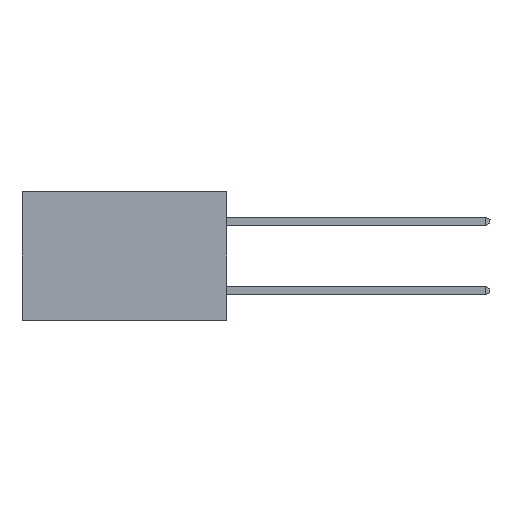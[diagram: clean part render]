
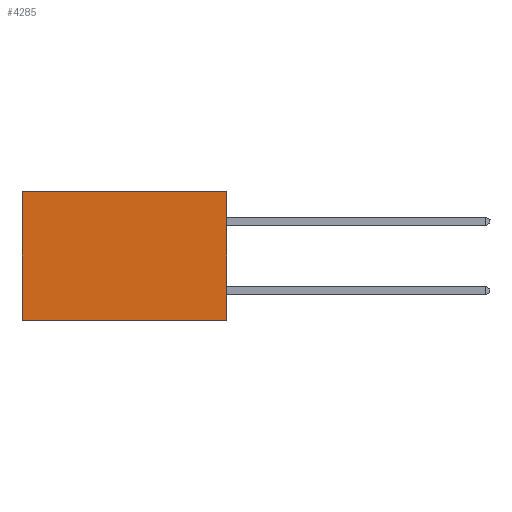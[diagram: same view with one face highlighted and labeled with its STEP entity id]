
A CAD part, left-side view. The second image highlights one B-rep face of the part: STEP entity #4285.
In plain terms, the highlighted planar face has unit normal (-1, 0, 0).
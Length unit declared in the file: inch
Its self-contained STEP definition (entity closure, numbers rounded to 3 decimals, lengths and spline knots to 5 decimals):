
#449 = ORIENTED_EDGE ( 'NONE', *, *, #7318, .F. ) ;
#976 = ORIENTED_EDGE ( 'NONE', *, *, #7429, .F. ) ;
#1577 = ORIENTED_EDGE ( 'NONE', *, *, #12907, .T. ) ;
#2311 = ORIENTED_EDGE ( 'NONE', *, *, #10795, .T. ) ;
#2418 = CARTESIAN_POINT ( 'NONE',  ( 0.277, 0., -0.37 ) ) ;
#2602 = VECTOR ( 'NONE', #6590, 39.37008 ) ;
#3714 = CARTESIAN_POINT ( 'NONE',  ( 0.277, 0., -0.37 ) ) ;
#3993 = VECTOR ( 'NONE', #5229, 39.37008 ) ;
#4110 = CARTESIAN_POINT ( 'NONE',  ( 0.277, 0., -0.37 ) ) ;
#4113 = VERTEX_POINT ( 'NONE', #16289 ) ;
#4285 = ADVANCED_FACE ( 'NONE', ( #14863 ), #14950, .F. ) ;
#4829 = CARTESIAN_POINT ( 'NONE',  ( 0.277, 0., 0. ) ) ;
#5229 = DIRECTION ( 'NONE',  ( 0., 0., -1. ) ) ;
#5292 = EDGE_LOOP ( 'NONE', ( #2311, #449, #976, #1577 ) ) ;
#5482 = LINE ( 'NONE', #7553, #16008 ) ;
#6135 = DIRECTION ( 'NONE',  ( 0., 1., 0. ) ) ;
#6590 = DIRECTION ( 'NONE',  ( 0., 1., 0. ) ) ;
#6871 = DIRECTION ( 'NONE',  ( 0., 0., -1. ) ) ;
#7318 = EDGE_CURVE ( 'NONE', #14388, #4113, #9935, .T. ) ;
#7429 = EDGE_CURVE ( 'NONE', #12882, #14388, #15087, .T. ) ;
#7553 = CARTESIAN_POINT ( 'NONE',  ( 0.277, 0., 0. ) ) ;
#7788 = VECTOR ( 'NONE', #6871, 39.37008 ) ;
#9935 = LINE ( 'NONE', #2418, #2602 ) ;
#10795 = EDGE_CURVE ( 'NONE', #11361, #4113, #14964, .T. ) ;
#11361 = VERTEX_POINT ( 'NONE', #15778 ) ;
#12882 = VERTEX_POINT ( 'NONE', #4829 ) ;
#12907 = EDGE_CURVE ( 'NONE', #12882, #11361, #5482, .T. ) ;
#13453 = CARTESIAN_POINT ( 'NONE',  ( 0.277, 0.59, -0.37 ) ) ;
#14388 = VERTEX_POINT ( 'NONE', #3714 ) ;
#14796 = DIRECTION ( 'NONE',  ( 0., 0., -1. ) ) ;
#14863 = FACE_OUTER_BOUND ( 'NONE', #5292, .T. ) ;
#14864 = CARTESIAN_POINT ( 'NONE',  ( 0.277, 0., -0.37 ) ) ;
#14868 = DIRECTION ( 'NONE',  ( 1., 0., 0. ) ) ;
#14950 = PLANE ( 'NONE',  #17724 ) ;
#14964 = LINE ( 'NONE', #13453, #3993 ) ;
#15087 = LINE ( 'NONE', #4110, #7788 ) ;
#15778 = CARTESIAN_POINT ( 'NONE',  ( 0.277, 0.59, 0. ) ) ;
#16008 = VECTOR ( 'NONE', #6135, 39.37008 ) ;
#16289 = CARTESIAN_POINT ( 'NONE',  ( 0.277, 0.59, -0.37 ) ) ;
#17724 = AXIS2_PLACEMENT_3D ( 'NONE', #14864, #14868, #14796 ) ;
